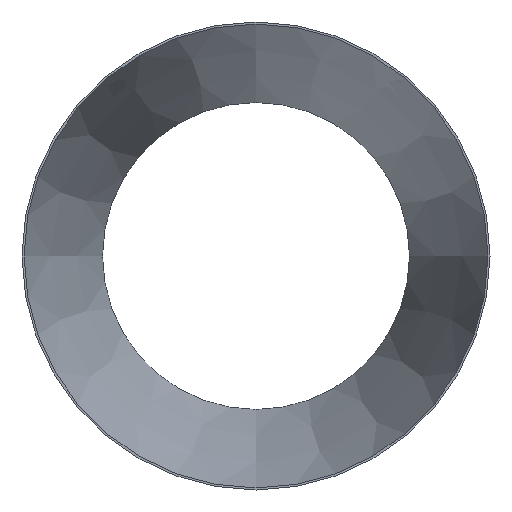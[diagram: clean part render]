
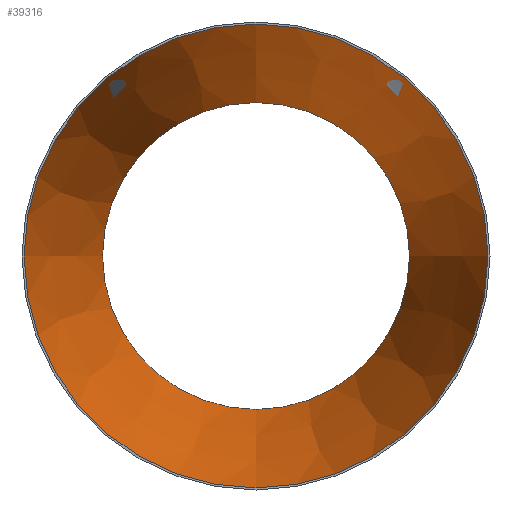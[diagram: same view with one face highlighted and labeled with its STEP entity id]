
A CAD part, front view. The second image highlights one B-rep face of the part: STEP entity #39316.
In plain terms, the highlighted conical face has half-angle 14.098 degrees and reference radius 453.076 mm.
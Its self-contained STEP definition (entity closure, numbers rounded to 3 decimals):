
#844 = DIRECTION ( 'NONE',  ( 0., -1., 0. ) ) ;
#1013 = EDGE_LOOP ( 'NONE', ( #42002 ) ) ;
#2359 = DIRECTION ( 'NONE',  ( 0., -1., 0. ) ) ;
#8047 = AXIS2_PLACEMENT_3D ( 'NONE', #47763, #844, #39744 ) ;
#8836 = CARTESIAN_POINT ( 'NONE',  ( 0., 0., -453.076 ) ) ;
#10264 = DIRECTION ( 'NONE',  ( 0., -1., 0. ) ) ;
#11577 = ORIENTED_EDGE ( 'NONE', *, *, #16202, .F. ) ;
#13659 = DIRECTION ( 'NONE',  ( 0., 0., -1. ) ) ;
#16202 = EDGE_CURVE ( 'NONE', #32926, #32926, #37572, .T. ) ;
#20329 = FACE_BOUND ( 'NONE', #40908, .T. ) ;
#25954 = CARTESIAN_POINT ( 'NONE',  ( 0., 0., 0. ) ) ;
#29960 = CARTESIAN_POINT ( 'NONE',  ( 0., 610., 0. ) ) ;
#31964 = FACE_OUTER_BOUND ( 'NONE', #1013, .T. ) ;
#32706 = EDGE_CURVE ( 'NONE', #37087, #37087, #50933, .T. ) ;
#32926 = VERTEX_POINT ( 'NONE', #40208 ) ;
#33546 = AXIS2_PLACEMENT_3D ( 'NONE', #25954, #2359, #42799 ) ;
#36189 = CONICAL_SURFACE ( 'NONE', #8047, 453.076, 0.246 ) ;
#37087 = VERTEX_POINT ( 'NONE', #8836 ) ;
#37572 = CIRCLE ( 'NONE', #50795, 299.876 ) ;
#39316 = ADVANCED_FACE ( 'NONE', ( #20329, #31964 ), #36189, .F. ) ;
#39744 = DIRECTION ( 'NONE',  ( 0., 0., -1. ) ) ;
#40208 = CARTESIAN_POINT ( 'NONE',  ( 0., 610., -299.876 ) ) ;
#40908 = EDGE_LOOP ( 'NONE', ( #11577 ) ) ;
#42002 = ORIENTED_EDGE ( 'NONE', *, *, #32706, .T. ) ;
#42799 = DIRECTION ( 'NONE',  ( 0., 0., -1. ) ) ;
#47763 = CARTESIAN_POINT ( 'NONE',  ( 0., 0., 0. ) ) ;
#50795 = AXIS2_PLACEMENT_3D ( 'NONE', #29960, #10264, #13659 ) ;
#50933 = CIRCLE ( 'NONE', #33546, 453.076 ) ;
